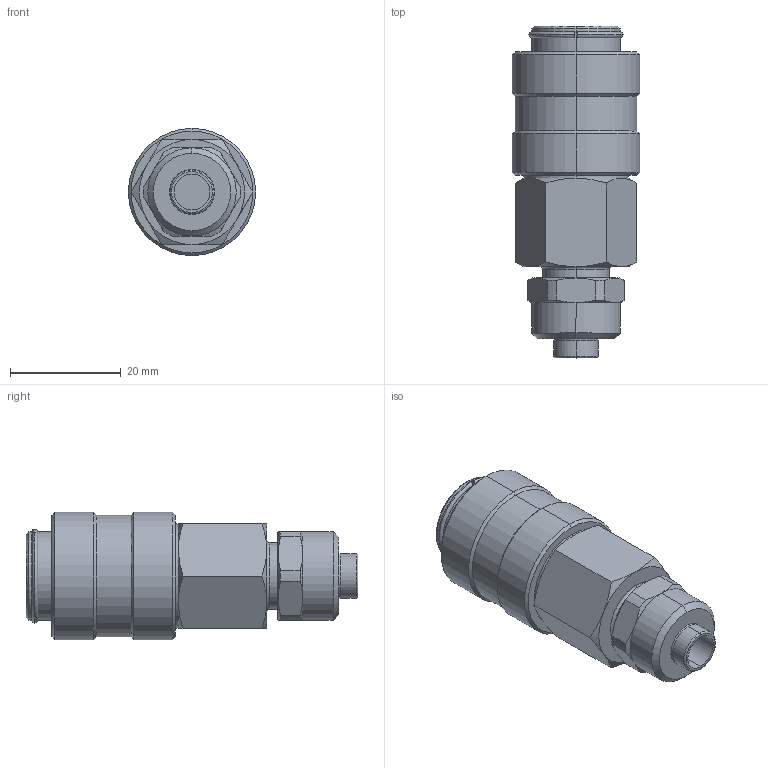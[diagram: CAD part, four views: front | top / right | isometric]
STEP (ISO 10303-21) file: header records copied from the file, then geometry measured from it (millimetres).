
FILE_DESCRIPTION (( 'STEP AP203' ), '1' );
FILE_NAME ('07260550.STEP', '2011-07-18T09:52:00', ( 'SP' ), ( 'sopra-pneumatic' ), 'SwSTEP 2.0', 'SolidWorks 2011', '' );
FILE_SCHEMA (( 'CONFIG_CONTROL_DESIGN' ));
Length unit declared in the file: millimetre
Products named in the file (1): 07260550
Bounding box: 23 x 60 x 23 mm (x, y, z)
Volume: 16465.8 mm3; surface area: 5353 mm2
Topology: 2 solids, 2 shells, 97 faces, 208 edges, 124 vertices
Faces by surface type: cone 32, cylinder 30, plane 25, torus 10
Entity records: 2875 total; most frequent: CARTESIAN_POINT 706, DIRECTION 462, ORIENTED_EDGE 416, EDGE_CURVE 208, AXIS2_PLACEMENT_3D 200, VERTEX_POINT 124, EDGE_LOOP 106, CIRCLE 102
